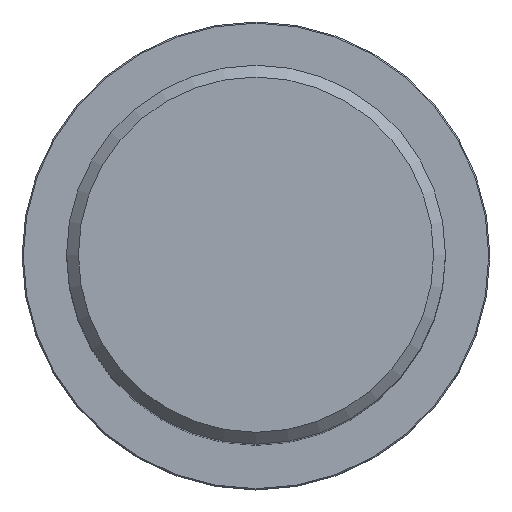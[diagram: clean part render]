
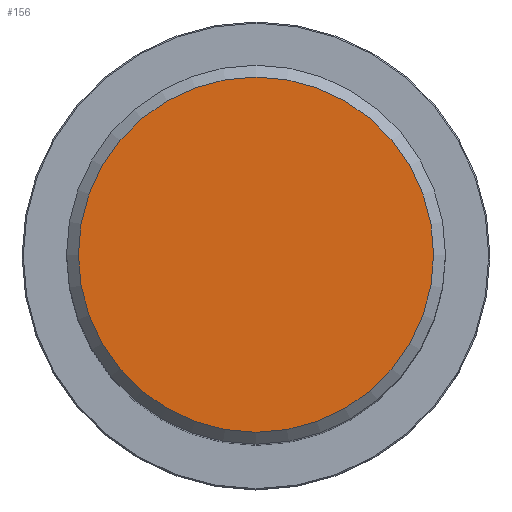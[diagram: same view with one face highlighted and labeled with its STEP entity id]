
A CAD part, top view. The second image highlights one B-rep face of the part: STEP entity #156.
In plain terms, the highlighted planar face has unit normal (0, 0, 1).
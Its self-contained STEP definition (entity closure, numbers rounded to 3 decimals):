
#101=FACE_OUTER_BOUND('',#215,.T.);
#104=PLANE('',#403);
#128=CIRCLE('',#402,14.996);
#156=ADVANCED_FACE('CU_SU_1',(#101),#104,.T.);
#215=EDGE_LOOP('',(#245));
#245=ORIENTED_EDGE('',*,*,#279,.F.);
#264=VERTEX_POINT('',#10786);
#279=EDGE_CURVE('',#264,#264,#128,.T.);
#402=AXIS2_PLACEMENT_3D('',#10785,#465,#466);
#403=AXIS2_PLACEMENT_3D('',#10787,#467,#468);
#465=DIRECTION('',(0.,0.,-1.));
#466=DIRECTION('',(1.,0.,0.));
#467=DIRECTION('',(0.,0.,1.));
#468=DIRECTION('',(1.,0.,0.));
#10785=CARTESIAN_POINT('',(0.,0.,60.));
#10786=CARTESIAN_POINT('',(14.996,0.,60.));
#10787=CARTESIAN_POINT('',(0.,0.,60.));
